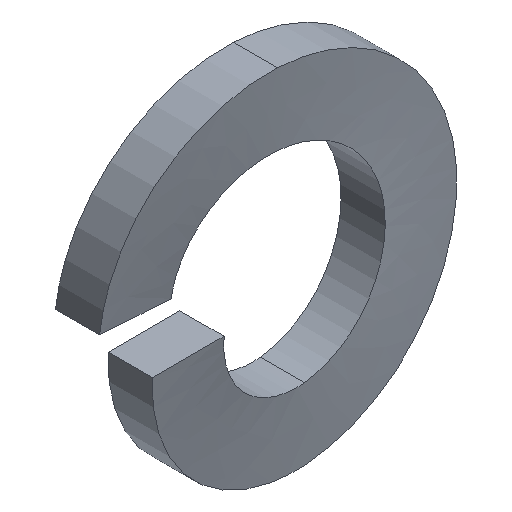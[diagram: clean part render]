
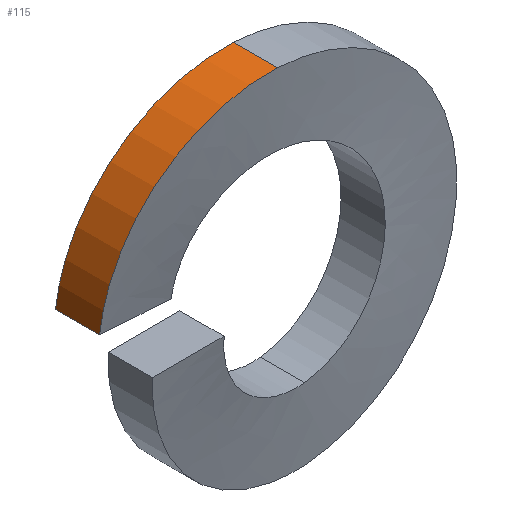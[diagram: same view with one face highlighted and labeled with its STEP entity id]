
A CAD part, isometric view. The second image highlights one B-rep face of the part: STEP entity #115.
In plain terms, the highlighted cylindrical face has radius 3.81 mm (diameter 7.62 mm), a partial arc.
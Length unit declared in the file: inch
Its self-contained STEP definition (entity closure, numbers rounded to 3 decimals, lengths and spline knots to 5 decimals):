
#9 = VERTEX_POINT ( 'NONE', #75 ) ;
#10 = ORIENTED_EDGE ( 'NONE', *, *, #11, .T. ) ;
#11 = EDGE_CURVE ( 'NONE', #9, #118, #60, .T. ) ;
#57 = DIRECTION ( 'NONE',  ( 0., -1., 0. ) ) ;
#58 = VECTOR ( 'NONE', #57, 39.37008 ) ;
#59 = CARTESIAN_POINT ( 'NONE',  ( -0.1497, 0.088, 0.00942 ) ) ;
#60 = LINE ( 'NONE', #59, #58 ) ;
#63 = VERTEX_POINT ( 'NONE', #204 ) ;
#64 = EDGE_LOOP ( 'NONE', ( #116, #119, #120, #10 ) ) ;
#75 = CARTESIAN_POINT ( 'NONE',  ( -0.1497, 0.088, 0.00942 ) ) ;
#114 = EDGE_CURVE ( 'NONE', #140, #63, #308, .T. ) ;
#115 = ADVANCED_FACE ( 'NONE', ( #333 ), #339, .T. ) ;
#116 = ORIENTED_EDGE ( 'NONE', *, *, #117, .F. ) ;
#117 = EDGE_CURVE ( 'NONE', #140, #118, #296, .T. ) ;
#118 = VERTEX_POINT ( 'NONE', #295 ) ;
#119 = ORIENTED_EDGE ( 'NONE', *, *, #114, .T. ) ;
#120 = ORIENTED_EDGE ( 'NONE', *, *, #121, .T. ) ;
#121 = EDGE_CURVE ( 'NONE', #63, #9, #272, .T. ) ;
#140 = VERTEX_POINT ( 'NONE', #395 ) ;
#204 = CARTESIAN_POINT ( 'NONE',  ( 0., 0.07638, 0.15 ) ) ;
#272 =( BOUNDED_CURVE ( )  B_SPLINE_CURVE ( 2, ( #351, #350, #314, #313, #312 ),
 .UNSPECIFIED., .F., .T. ) 
 B_SPLINE_CURVE_WITH_KNOTS ( ( 3, 2, 3 ),
 ( 0.75741, 0.83333, 1. ),
 .UNSPECIFIED. ) 
 CURVE ( )  GEOMETRIC_REPRESENTATION_ITEM ( )  RATIONAL_B_SPLINE_CURVE ( ( 0.935, 0.94, 1., 0.869, 1. ) ) 
 REPRESENTATION_ITEM ( '' )  );
#286 = CARTESIAN_POINT ( 'NONE',  ( -0.1497, 0.048, 0.00942 ) ) ;
#287 = CARTESIAN_POINT ( 'NONE',  ( -0.14433, 0.044, 0.09481 ) ) ;
#292 = DIRECTION ( 'NONE',  ( 0., 0., 1. ) ) ;
#293 = CARTESIAN_POINT ( 'NONE',  ( -0.0681, 0.04, 0.13365 ) ) ;
#294 = CARTESIAN_POINT ( 'NONE',  ( -0.03601, 0.03832, 0.15 ) ) ;
#295 = CARTESIAN_POINT ( 'NONE',  ( -0.1497, 0.048, 0.00942 ) ) ;
#296 =( BOUNDED_CURVE ( )  B_SPLINE_CURVE ( 2, ( #332, #294, #293, #287, #286 ),
 .UNSPECIFIED., .F., .T. ) 
 B_SPLINE_CURVE_WITH_KNOTS ( ( 3, 2, 3 ),
 ( 0.75741, 0.83333, 1. ),
 .UNSPECIFIED. ) 
 CURVE ( )  GEOMETRIC_REPRESENTATION_ITEM ( )  RATIONAL_B_SPLINE_CURVE ( ( 0.935, 0.94, 1., 0.869, 1. ) ) 
 REPRESENTATION_ITEM ( '' )  );
#308 = LINE ( 'NONE', #336, #335 ) ;
#312 = CARTESIAN_POINT ( 'NONE',  ( -0.1497, 0.088, 0.00942 ) ) ;
#313 = CARTESIAN_POINT ( 'NONE',  ( -0.14433, 0.084, 0.09481 ) ) ;
#314 = CARTESIAN_POINT ( 'NONE',  ( -0.0681, 0.08, 0.13365 ) ) ;
#332 = CARTESIAN_POINT ( 'NONE',  ( 0., 0.03638, 0.15 ) ) ;
#333 = FACE_OUTER_BOUND ( 'NONE', #64, .T. ) ;
#334 = DIRECTION ( 'NONE',  ( 0., 1., 0. ) ) ;
#335 = VECTOR ( 'NONE', #334, 39.37008 ) ;
#336 = CARTESIAN_POINT ( 'NONE',  ( 0., 0., 0.15 ) ) ;
#337 = CARTESIAN_POINT ( 'NONE',  ( 0., 0., 0. ) ) ;
#338 = AXIS2_PLACEMENT_3D ( 'NONE', #337, #340, #292 ) ;
#339 = CYLINDRICAL_SURFACE ( 'NONE', #338, 0.15 ) ;
#340 = DIRECTION ( 'NONE',  ( 0., 1., 0. ) ) ;
#350 = CARTESIAN_POINT ( 'NONE',  ( -0.03601, 0.07832, 0.15 ) ) ;
#351 = CARTESIAN_POINT ( 'NONE',  ( 0., 0.07638, 0.15 ) ) ;
#395 = CARTESIAN_POINT ( 'NONE',  ( 0., 0.03638, 0.15 ) ) ;
